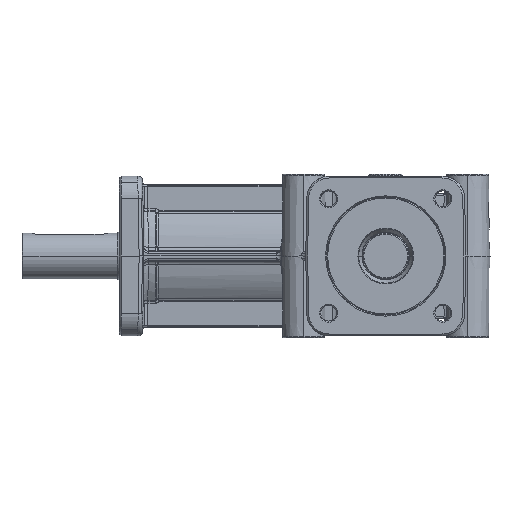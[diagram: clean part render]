
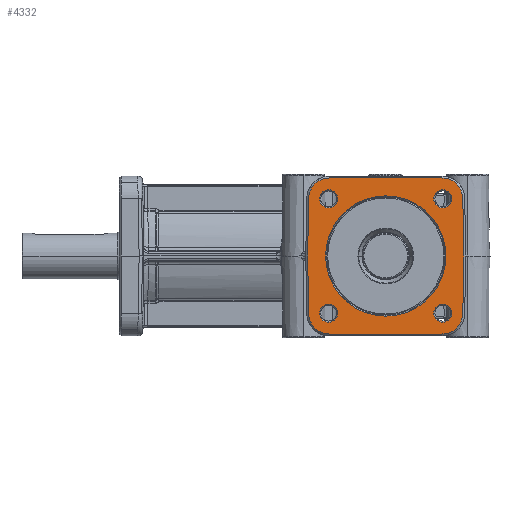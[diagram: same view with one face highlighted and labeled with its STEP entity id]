
A CAD part, left-side view. The second image highlights one B-rep face of the part: STEP entity #4332.
In plain terms, the highlighted planar face has unit normal (-1, 0, 0).
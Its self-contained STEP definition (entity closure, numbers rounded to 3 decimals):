
#4332=ADVANCED_FACE('',(#10968,#10969,#10970,#10971,#10972,#10973),#10974,.T.);
#10968=FACE_OUTER_BOUND('',#21053,.T.);
#10969=FACE_BOUND('',#21054,.T.);
#10970=FACE_BOUND('',#21055,.T.);
#10971=FACE_BOUND('',#21056,.T.);
#10972=FACE_BOUND('',#21057,.T.);
#10973=FACE_BOUND('',#21058,.T.);
#10974=PLANE('',#21059);
#21053=EDGE_LOOP('',(#99155,#99156,#99157,#99158,#99159,#99160,#99161,#99162,#99163,#99164,#99165,#99166,#99167,#99168));
#21054=EDGE_LOOP('',(#99169,#99170));
#21055=EDGE_LOOP('',(#99171,#99172));
#21056=EDGE_LOOP('',(#99173,#99174));
#21057=EDGE_LOOP('',(#99175,#99176));
#21058=EDGE_LOOP('',(#99177,#99178));
#21059=AXIS2_PLACEMENT_3D('',#99179,#99180,#99181);
#99155=ORIENTED_EDGE('',*,*,#119935,.F.);
#99156=ORIENTED_EDGE('',*,*,#119936,.F.);
#99157=ORIENTED_EDGE('',*,*,#117772,.F.);
#99158=ORIENTED_EDGE('',*,*,#119937,.F.);
#99159=ORIENTED_EDGE('',*,*,#119938,.F.);
#99160=ORIENTED_EDGE('',*,*,#117764,.F.);
#99161=ORIENTED_EDGE('',*,*,#119939,.F.);
#99162=ORIENTED_EDGE('',*,*,#119940,.F.);
#99163=ORIENTED_EDGE('',*,*,#119941,.F.);
#99164=ORIENTED_EDGE('',*,*,#117760,.F.);
#99165=ORIENTED_EDGE('',*,*,#119942,.F.);
#99166=ORIENTED_EDGE('',*,*,#119943,.F.);
#99167=ORIENTED_EDGE('',*,*,#117768,.F.);
#99168=ORIENTED_EDGE('',*,*,#119944,.F.);
#99169=ORIENTED_EDGE('',*,*,#119945,.F.);
#99170=ORIENTED_EDGE('',*,*,#117876,.F.);
#99171=ORIENTED_EDGE('',*,*,#119946,.F.);
#99172=ORIENTED_EDGE('',*,*,#117856,.F.);
#99173=ORIENTED_EDGE('',*,*,#119947,.F.);
#99174=ORIENTED_EDGE('',*,*,#117847,.F.);
#99175=ORIENTED_EDGE('',*,*,#119948,.F.);
#99176=ORIENTED_EDGE('',*,*,#117867,.F.);
#99177=ORIENTED_EDGE('',*,*,#119932,.F.);
#99178=ORIENTED_EDGE('',*,*,#119605,.F.);
#99179=CARTESIAN_POINT('',(-75.0,18.5,0.0));
#99180=DIRECTION('',(-1.0,0.0,0.0));
#99181=DIRECTION('',(0.0,0.0,1.0));
#117760=EDGE_CURVE('',#128996,#128998,#128999,.T.);
#117764=EDGE_CURVE('',#129002,#129004,#129005,.T.);
#117768=EDGE_CURVE('',#129008,#129010,#129011,.T.);
#117772=EDGE_CURVE('',#129014,#129016,#129017,.T.);
#117847=EDGE_CURVE('',#129132,#129134,#129135,.T.);
#117856=EDGE_CURVE('',#129147,#129149,#129150,.T.);
#117867=EDGE_CURVE('',#129166,#129168,#129169,.T.);
#117876=EDGE_CURVE('',#129180,#129182,#129183,.T.);
#119605=EDGE_CURVE('',#132222,#132224,#132225,.T.);
#119932=EDGE_CURVE('',#132224,#132222,#132690,.T.);
#119935=EDGE_CURVE('',#132693,#132694,#132695,.T.);
#119936=EDGE_CURVE('',#129016,#132693,#132696,.T.);
#119937=EDGE_CURVE('',#132697,#129014,#132698,.T.);
#119938=EDGE_CURVE('',#129004,#132697,#132699,.T.);
#119939=EDGE_CURVE('',#132700,#129002,#132701,.T.);
#119940=EDGE_CURVE('',#132702,#132700,#132703,.T.);
#119941=EDGE_CURVE('',#128998,#132702,#132704,.T.);
#119942=EDGE_CURVE('',#132705,#128996,#132706,.T.);
#119943=EDGE_CURVE('',#129010,#132705,#132707,.T.);
#119944=EDGE_CURVE('',#132694,#129008,#132708,.T.);
#119945=EDGE_CURVE('',#129182,#129180,#132709,.T.);
#119946=EDGE_CURVE('',#129149,#129147,#132710,.T.);
#119947=EDGE_CURVE('',#129134,#129132,#132711,.T.);
#119948=EDGE_CURVE('',#129168,#129166,#132712,.T.);
#128996=VERTEX_POINT('',#145704);
#128998=VERTEX_POINT('',#145707);
#128999=CIRCLE('',#145708,11.0);
#129002=VERTEX_POINT('',#145712);
#129004=VERTEX_POINT('',#145715);
#129005=CIRCLE('',#145716,11.0);
#129008=VERTEX_POINT('',#145720);
#129010=VERTEX_POINT('',#145723);
#129011=CIRCLE('',#145724,11.0);
#129014=VERTEX_POINT('',#145728);
#129016=VERTEX_POINT('',#145731);
#129017=CIRCLE('',#145732,11.0);
#129132=VERTEX_POINT('',#145909);
#129134=VERTEX_POINT('',#145912);
#129135=CIRCLE('',#145913,4.765);
#129147=VERTEX_POINT('',#145928);
#129149=VERTEX_POINT('',#145931);
#129150=CIRCLE('',#145932,4.765);
#129166=VERTEX_POINT('',#145976);
#129168=VERTEX_POINT('',#145979);
#129169=CIRCLE('',#145980,4.765);
#129180=VERTEX_POINT('',#145994);
#129182=VERTEX_POINT('',#145997);
#129183=CIRCLE('',#145998,4.765);
#132222=VERTEX_POINT('',#152719);
#132224=VERTEX_POINT('',#152722);
#132225=CIRCLE('',#152723,31.577);
#132690=CIRCLE('',#153519,31.577);
#132693=VERTEX_POINT('',#153522);
#132694=VERTEX_POINT('',#153523);
#132695=LINE('',#153524,#153525);
#132696=LINE('',#153526,#153527);
#132697=VERTEX_POINT('',#153528);
#132698=CIRCLE('',#153529,11.0);
#132699=LINE('',#153530,#153531);
#132700=VERTEX_POINT('',#153532);
#132701=CIRCLE('',#153533,11.0);
#132702=VERTEX_POINT('',#153534);
#132703=LINE('',#153535,#153536);
#132704=LINE('',#153537,#153538);
#132705=VERTEX_POINT('',#153539);
#132706=CIRCLE('',#153540,11.0);
#132707=LINE('',#153541,#153542);
#132708=CIRCLE('',#153543,11.0);
#132709=CIRCLE('',#153544,4.765);
#132710=CIRCLE('',#153545,4.765);
#132711=CIRCLE('',#153546,4.765);
#132712=CIRCLE('',#153547,4.765);
#145704=CARTESIAN_POINT('',(-75.0,37.185,-37.846));
#145707=CARTESIAN_POINT('',(-75.0,40.473,-30.192));
#145708=AXIS2_PLACEMENT_3D('',#185821,#185822,#185823);
#145712=CARTESIAN_POINT('',(-75.0,37.185,37.846));
#145715=CARTESIAN_POINT('',(-75.0,29.475,41.0));
#145716=AXIS2_PLACEMENT_3D('',#185826,#185827,#185828);
#145720=CARTESIAN_POINT('',(-75.0,-37.185,-37.846));
#145723=CARTESIAN_POINT('',(-75.0,-29.475,-41.0));
#145724=AXIS2_PLACEMENT_3D('',#185831,#185832,#185833);
#145728=CARTESIAN_POINT('',(-75.0,-37.185,37.846));
#145731=CARTESIAN_POINT('',(-75.0,-40.473,30.192));
#145732=AXIS2_PLACEMENT_3D('',#185836,#185837,#185838);
#145909=CARTESIAN_POINT('',(-75.0,25.235,-30.0));
#145912=CARTESIAN_POINT('',(-75.0,34.765,-30.0));
#145913=AXIS2_PLACEMENT_3D('',#185933,#185934,#185935);
#145928=CARTESIAN_POINT('',(-75.0,-34.765,30.0));
#145931=CARTESIAN_POINT('',(-75.0,-25.235,30.0));
#145932=AXIS2_PLACEMENT_3D('',#185946,#185947,#185948);
#145976=CARTESIAN_POINT('',(-75.0,-34.765,-30.0));
#145979=CARTESIAN_POINT('',(-75.0,-25.235,-30.0));
#145980=AXIS2_PLACEMENT_3D('',#185962,#185963,#185964);
#145994=CARTESIAN_POINT('',(-75.0,25.235,30.0));
#145997=CARTESIAN_POINT('',(-75.0,34.765,30.0));
#145998=AXIS2_PLACEMENT_3D('',#185975,#185976,#185977);
#152719=CARTESIAN_POINT('',(-75.0,31.577,0.));
#152722=CARTESIAN_POINT('',(-75.0,-31.577,0.));
#152723=AXIS2_PLACEMENT_3D('',#188107,#188108,#188109);
#153519=AXIS2_PLACEMENT_3D('',#188519,#188520,#188521);
#153522=CARTESIAN_POINT('',(-75.0,-41.,0.));
#153523=CARTESIAN_POINT('',(-75.0,-40.473,-30.192));
#153524=CARTESIAN_POINT('',(-75.0,-41.,0.));
#153525=VECTOR('',#188522,30.197);
#153526=CARTESIAN_POINT('',(-75.0,-40.473,30.192));
#153527=VECTOR('',#188523,30.197);
#153528=CARTESIAN_POINT('',(-75.0,-29.475,41.0));
#153529=AXIS2_PLACEMENT_3D('',#188524,#188525,#188526);
#153530=CARTESIAN_POINT('',(-75.0,29.475,41.0));
#153531=VECTOR('',#188527,58.949);
#153532=CARTESIAN_POINT('',(-75.0,40.473,30.192));
#153533=AXIS2_PLACEMENT_3D('',#188528,#188529,#188530);
#153534=CARTESIAN_POINT('',(-75.0,41.,0.));
#153535=CARTESIAN_POINT('',(-75.0,41.,0.));
#153536=VECTOR('',#188531,30.197);
#153537=CARTESIAN_POINT('',(-75.0,40.473,-30.192));
#153538=VECTOR('',#188532,30.197);
#153539=CARTESIAN_POINT('',(-75.0,29.475,-41.0));
#153540=AXIS2_PLACEMENT_3D('',#188533,#188534,#188535);
#153541=CARTESIAN_POINT('',(-75.0,-29.475,-41.0));
#153542=VECTOR('',#188536,58.949);
#153543=AXIS2_PLACEMENT_3D('',#188537,#188538,#188539);
#153544=AXIS2_PLACEMENT_3D('',#188540,#188541,#188542);
#153545=AXIS2_PLACEMENT_3D('',#188543,#188544,#188545);
#153546=AXIS2_PLACEMENT_3D('',#188546,#188547,#188548);
#153547=AXIS2_PLACEMENT_3D('',#188549,#188550,#188551);
#185821=CARTESIAN_POINT('',(-75.0,29.475,-30.0));
#185822=DIRECTION('',(1.0,0.0,0.0));
#185823=DIRECTION('',(0.0,0.701,-0.713));
#185826=CARTESIAN_POINT('',(-75.0,29.475,30.0));
#185827=DIRECTION('',(1.0,0.0,-0.0));
#185828=DIRECTION('',(0.0,0.701,0.713));
#185831=CARTESIAN_POINT('',(-75.0,-29.475,-30.0));
#185832=DIRECTION('',(1.0,0.0,0.0));
#185833=DIRECTION('',(0.0,-0.701,-0.713));
#185836=CARTESIAN_POINT('',(-75.0,-29.475,30.0));
#185837=DIRECTION('',(1.0,0.0,0.0));
#185838=DIRECTION('',(0.0,-0.701,0.713));
#185933=CARTESIAN_POINT('',(-75.0,30.0,-30.0));
#185934=DIRECTION('',(-1.0,0.0,0.0));
#185935=DIRECTION('',(0.0,-1.0,0.0));
#185946=CARTESIAN_POINT('',(-75.0,-30.0,30.0));
#185947=DIRECTION('',(-1.0,0.0,0.0));
#185948=DIRECTION('',(0.0,-1.0,0.0));
#185962=CARTESIAN_POINT('',(-75.0,-30.0,-30.0));
#185963=DIRECTION('',(-1.0,0.0,0.0));
#185964=DIRECTION('',(0.0,-1.0,0.0));
#185975=CARTESIAN_POINT('',(-75.0,30.0,30.0));
#185976=DIRECTION('',(-1.0,0.0,0.0));
#185977=DIRECTION('',(0.0,-1.0,0.0));
#188107=CARTESIAN_POINT('',(-75.0,0.0,0.0));
#188108=DIRECTION('',(-1.0,0.0,0.0));
#188109=DIRECTION('',(0.0,1.0,0.0));
#188519=CARTESIAN_POINT('',(-75.0,0.0,0.0));
#188520=DIRECTION('',(-1.0,0.0,0.0));
#188521=DIRECTION('',(0.0,1.0,0.0));
#188522=DIRECTION('',(0.0,0.017,-1.));
#188523=DIRECTION('',(0.0,-0.017,-1.));
#188524=CARTESIAN_POINT('',(-75.0,-29.475,30.0));
#188525=DIRECTION('',(1.0,0.0,0.0));
#188526=DIRECTION('',(0.0,-0.701,0.713));
#188527=DIRECTION('',(0.0,-1.0,0.0));
#188528=CARTESIAN_POINT('',(-75.0,29.475,30.0));
#188529=DIRECTION('',(1.0,0.0,-0.0));
#188530=DIRECTION('',(0.0,0.701,0.713));
#188531=DIRECTION('',(0.0,-0.017,1.));
#188532=DIRECTION('',(0.0,0.017,1.));
#188533=CARTESIAN_POINT('',(-75.0,29.475,-30.0));
#188534=DIRECTION('',(1.0,0.0,0.0));
#188535=DIRECTION('',(0.0,0.701,-0.713));
#188536=DIRECTION('',(0.0,1.0,0.0));
#188537=CARTESIAN_POINT('',(-75.0,-29.475,-30.0));
#188538=DIRECTION('',(1.0,0.0,0.0));
#188539=DIRECTION('',(0.0,-0.701,-0.713));
#188540=CARTESIAN_POINT('',(-75.0,30.0,30.0));
#188541=DIRECTION('',(-1.0,0.0,0.0));
#188542=DIRECTION('',(0.0,-1.0,0.0));
#188543=CARTESIAN_POINT('',(-75.0,-30.0,30.0));
#188544=DIRECTION('',(-1.0,0.0,0.0));
#188545=DIRECTION('',(0.0,-1.0,0.0));
#188546=CARTESIAN_POINT('',(-75.0,30.0,-30.0));
#188547=DIRECTION('',(-1.0,0.0,0.0));
#188548=DIRECTION('',(0.0,-1.0,0.0));
#188549=CARTESIAN_POINT('',(-75.0,-30.0,-30.0));
#188550=DIRECTION('',(-1.0,0.0,0.0));
#188551=DIRECTION('',(0.0,-1.0,0.0));
